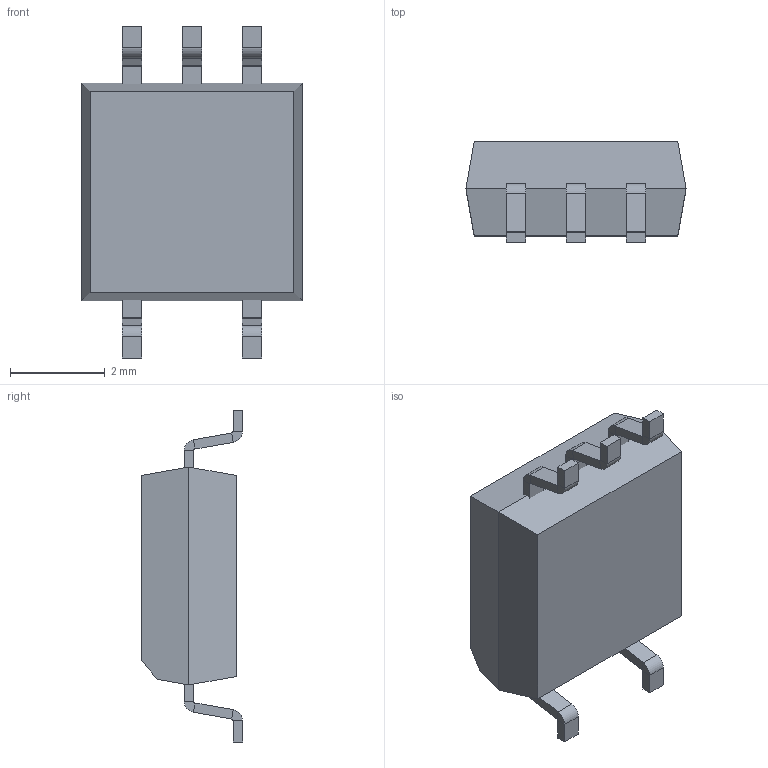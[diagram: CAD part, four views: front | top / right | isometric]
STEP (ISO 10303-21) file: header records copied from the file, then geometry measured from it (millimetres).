
FILE_DESCRIPTION (( 'STEP AP214' ), '1' );
FILE_NAME ('VOM452.STEP', '2016-11-13T02:46:25', ( '' ), ( '' ), 'SwSTEP 2.0', 'SolidWorks 2016', '' );
FILE_SCHEMA (( 'AUTOMOTIVE_DESIGN' ));
Length unit declared in the file: millimetre
Products named in the file (1): VOM452
Bounding box: 4.65 x 2.13 x 7.01 mm (x, y, z)
Volume: 41.7 mm3; surface area: 104 mm2
Topology: 2 solids, 2 shells, 109 faces, 231 edges, 126 vertices
Faces by surface type: plane 89, cylinder 20
Entity records: 2957 total; most frequent: DIRECTION 491, CARTESIAN_POINT 467, ORIENTED_EDGE 462, EDGE_CURVE 231, LINE 191, VECTOR 191, AXIS2_PLACEMENT_3D 150, VERTEX_POINT 126
